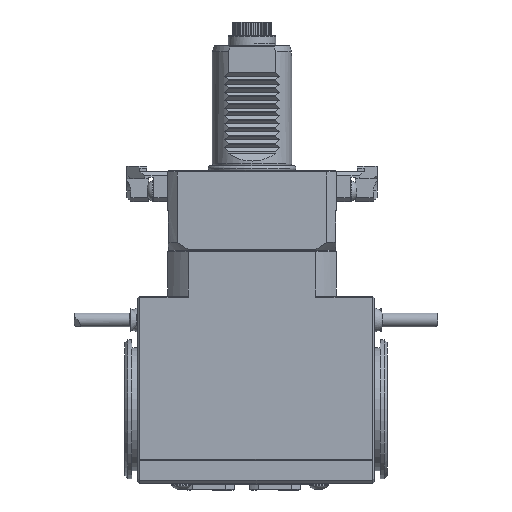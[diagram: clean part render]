
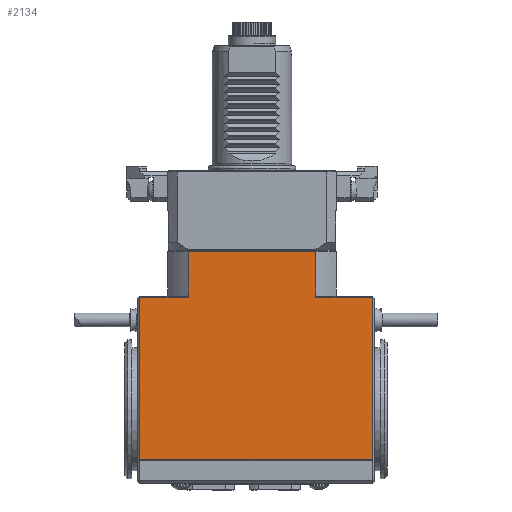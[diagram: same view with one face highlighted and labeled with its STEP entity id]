
A CAD part, front view. The second image highlights one B-rep face of the part: STEP entity #2134.
In plain terms, the highlighted planar face has unit normal (0, -1, 0).
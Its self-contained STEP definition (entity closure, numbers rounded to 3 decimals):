
#297=LINE('',#13167,#982);
#299=LINE('',#13171,#984);
#302=LINE('',#13177,#987);
#303=LINE('',#13179,#988);
#305=LINE('',#13183,#990);
#354=LINE('',#13311,#1039);
#357=LINE('',#13331,#1042);
#358=LINE('',#13333,#1043);
#982=VECTOR('',#10045,1.);
#984=VECTOR('',#10049,1.);
#987=VECTOR('',#10054,1.);
#988=VECTOR('',#10057,1.);
#990=VECTOR('',#10061,1.);
#1039=VECTOR('',#10170,1.);
#1042=VECTOR('',#10183,1.);
#1043=VECTOR('',#10184,1.);
#2134=ADVANCED_FACE('',(#2843),#2541,.T.);
#2541=PLANE('',#8814);
#2843=FACE_OUTER_BOUND('',#3357,.T.);
#3357=EDGE_LOOP('',(#4395,#4396,#4397,#4398,#4399,#4400,#4401,#4402));
#4395=ORIENTED_EDGE('',*,*,#7317,.F.);
#4396=ORIENTED_EDGE('',*,*,#7324,.T.);
#4397=ORIENTED_EDGE('',*,*,#7325,.F.);
#4398=ORIENTED_EDGE('',*,*,#7258,.T.);
#4399=ORIENTED_EDGE('',*,*,#7256,.T.);
#4400=ORIENTED_EDGE('',*,*,#7255,.F.);
#4401=ORIENTED_EDGE('',*,*,#7252,.T.);
#4402=ORIENTED_EDGE('',*,*,#7250,.T.);
#6354=VERTEX_POINT('',#13166);
#6355=VERTEX_POINT('',#13168);
#6356=VERTEX_POINT('',#13172);
#6357=VERTEX_POINT('',#13176);
#6358=VERTEX_POINT('',#13180);
#6359=VERTEX_POINT('',#13184);
#6407=VERTEX_POINT('',#13310);
#6412=VERTEX_POINT('',#13332);
#7250=EDGE_CURVE('',#6355,#6354,#297,.T.);
#7252=EDGE_CURVE('',#6356,#6355,#299,.T.);
#7255=EDGE_CURVE('',#6356,#6357,#302,.T.);
#7256=EDGE_CURVE('',#6358,#6357,#303,.T.);
#7258=EDGE_CURVE('',#6359,#6358,#305,.T.);
#7317=EDGE_CURVE('',#6407,#6354,#354,.T.);
#7324=EDGE_CURVE('',#6407,#6412,#357,.T.);
#7325=EDGE_CURVE('',#6359,#6412,#358,.T.);
#8814=AXIS2_PLACEMENT_3D('',#13334,#10185,#10186);
#10045=DIRECTION('',(-1.,0.,0.));
#10049=DIRECTION('',(0.,0.,1.));
#10054=DIRECTION('',(-1.,0.,0.));
#10057=DIRECTION('',(0.,0.,-1.));
#10061=DIRECTION('',(-1.,0.,0.));
#10170=DIRECTION('',(0.,0.,-1.));
#10183=DIRECTION('',(-1.,0.,0.));
#10184=DIRECTION('',(0.,0.,1.));
#10185=DIRECTION('',(0.,-1.,0.));
#10186=DIRECTION('',(-1.,0.,0.));
#13166=CARTESIAN_POINT('',(32.156,-41.5,-63.5));
#13167=CARTESIAN_POINT('',(-57.5,-41.5,-63.5));
#13168=CARTESIAN_POINT('',(60.5,-41.5,-63.5));
#13171=CARTESIAN_POINT('',(60.5,-41.5,-157.5));
#13172=CARTESIAN_POINT('',(60.5,-41.5,-145.2));
#13176=CARTESIAN_POINT('',(-56.5,-41.5,-145.2));
#13177=CARTESIAN_POINT('',(150.,-41.5,-145.2));
#13179=CARTESIAN_POINT('',(-56.5,-41.5,-157.5));
#13180=CARTESIAN_POINT('',(-56.5,-41.5,-63.5));
#13183=CARTESIAN_POINT('',(-56.5,-41.5,-63.5));
#13184=CARTESIAN_POINT('',(-32.156,-41.5,-63.5));
#13310=CARTESIAN_POINT('',(32.156,-41.5,-40.5));
#13311=CARTESIAN_POINT('',(32.156,-41.5,-63.));
#13331=CARTESIAN_POINT('',(-32.156,-41.5,-40.5));
#13332=CARTESIAN_POINT('',(-32.156,-41.5,-40.5));
#13333=CARTESIAN_POINT('',(-32.156,-41.5,-63.));
#13334=CARTESIAN_POINT('',(-57.5,-41.5,-157.5));
